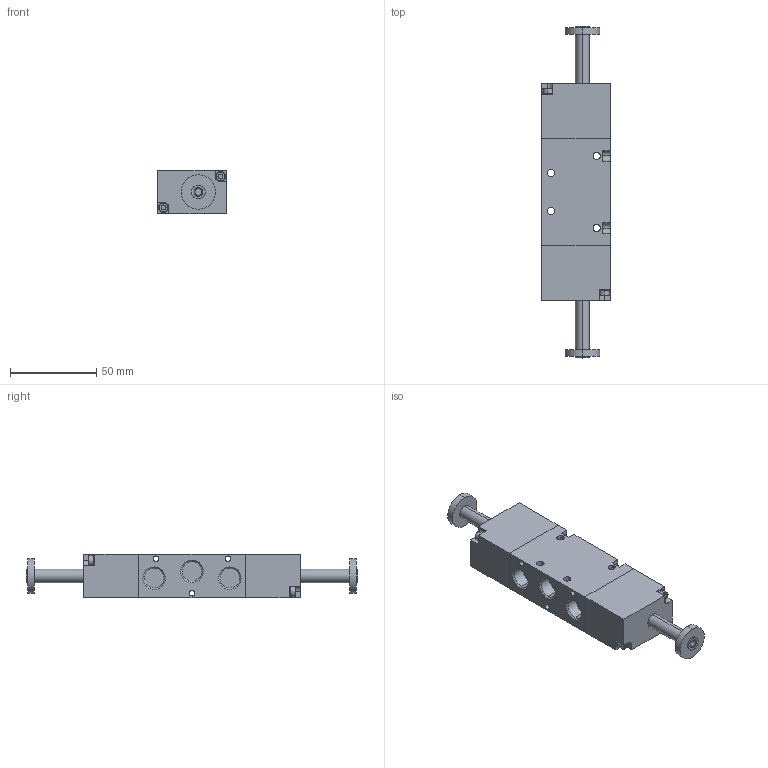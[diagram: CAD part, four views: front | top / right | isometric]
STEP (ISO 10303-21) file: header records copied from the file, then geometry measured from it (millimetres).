
FILE_DESCRIPTION(('HOOPS Exchange Step'),'2;1');
FILE_NAME('export-37E2FCEB-51B4-4B20-9BF7-0A575E11F7BD.stp','2021-10-28T15:01:30+02:00',('User'),('Alibre'),'HOOPS Exchange 2020.1','Alibre','Unknown authorisation');
FILE_SCHEMA( ('AP242_MANAGED_MODEL_BASED_3D_ENGINEERING_MIM_LF {1 0 10303 442 1 1 4 }') );
Length unit declared in the file: millimetre
Products named in the file (6): 2878-2 7020021200 BIstable valve 5-2 1-4''; 2878-4 7020021200 BIstable valve 5-2 1-4'' Washer ISO 8738 3; 2878-5 7020021200 BIstable valve 5-2 1-4'' DIN 912 M3x12; 2878-3 7020021200 BIstable valve 5-2 1-4''; 2878-1 7020021200 BIstable valve 5-2 1-4''; 2878 7020021200 BIstable valve 5-2 1-4''
Bounding box: 40 x 193 x 25 mm (x, y, z)
Volume: 123626.8 mm3; surface area: 30297.8 mm2
Topology: 7 solids, 99 shells, 286 faces, 817 edges, 620 vertices
Faces by surface type: plane 130, cylinder 94, cone 38, torus 24
Entity records: 6184 total; most frequent: CARTESIAN_POINT 1476, DIRECTION 1011, ORIENTED_EDGE 808, EDGE_CURVE 451, AXIS2_PLACEMENT_3D 385, VERTEX_POINT 314, VECTOR 241, LINE 241
